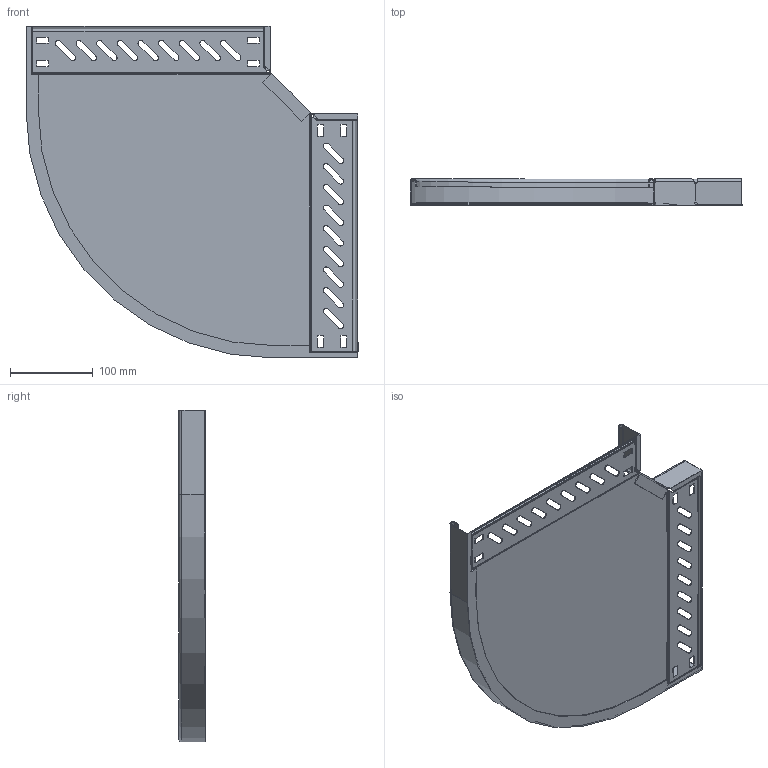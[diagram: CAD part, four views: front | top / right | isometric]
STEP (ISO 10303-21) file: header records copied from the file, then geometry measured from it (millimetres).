
FILE_DESCRIPTION (( 'STEP AP214' ), '1' );
FILE_NAME ('6036504.STEP', '2024-10-18T11:56:47', ( '' ), ( '' ), 'SwSTEP 2.0', 'SolidWorks 2022', '' );
FILE_SCHEMA (( 'AUTOMOTIVE_DESIGN' ));
Length unit declared in the file: millimetre
Products named in the file (4): 181211_300; 6036504; 167655_35x90°; 167734_300
Assembly tree (3 placements, depth 2):
  6036504
    167734_300
    181211_300
    167655_35x90°
Bounding box: 402 x 32 x 402 mm (x, y, z)
Volume: 153113.6 mm3; surface area: 350448.8 mm2
Topology: 3 solids, 3 shells, 324 faces, 882 edges, 564 vertices
Faces by surface type: plane 184, cylinder 130, bspline 8, torus 2
Entity records: 10734 total; most frequent: CARTESIAN_POINT 2124, ORIENTED_EDGE 1764, DIRECTION 1738, EDGE_CURVE 882, LINE 598, VECTOR 598, AXIS2_PLACEMENT_3D 570, VERTEX_POINT 564
